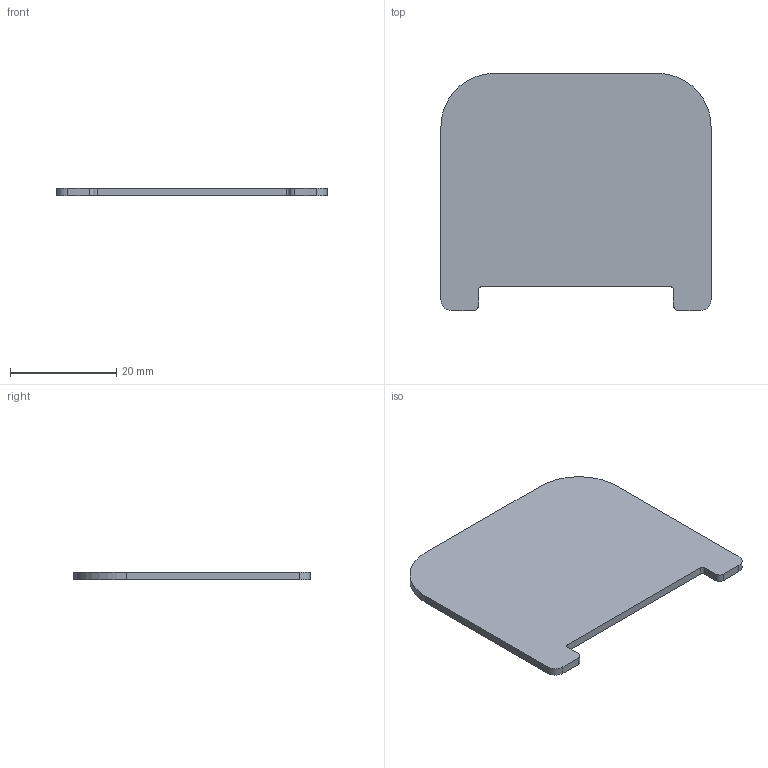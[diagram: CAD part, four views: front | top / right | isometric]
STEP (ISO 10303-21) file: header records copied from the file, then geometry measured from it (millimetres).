
FILE_DESCRIPTION(/* description */ (''),/* implementation_level */ '2;1');
FILE_NAME(/* name */ '2002_2_TW25-10_info.stp',/* time_stamp */ '2012-09-12T10:57:25+02:00',/* author */ (''),/* organization */ (''),/* preprocessor_version */ 'ST-DEVELOPER v14',/* originating_system */ 'SIEMENS PLM Software NX 8.0',/* authorisation */ '');
FILE_SCHEMA (('CONFIG_CONTROL_DESIGN'));
Length unit declared in the file: millimetre
Products named in the file (1): tw_ex_2.5_info
Bounding box: 50.8 x 44.6 x 1.5 mm (x, y, z)
Volume: 3084 mm3; surface area: 4394.4 mm2
Topology: 1 solids, 1 shells, 18 faces, 64 edges, 64 vertices
Faces by surface type: plane 10, cylinder 8
Entity records: 743 total; most frequent: DIRECTION 126, CARTESIAN_POINT 115, ORIENTED_EDGE 96, EDGE_CURVE 48, AXIS2_PLACEMENT_3D 43, LINE 40, VECTOR 40, VERTEX_POINT 32
